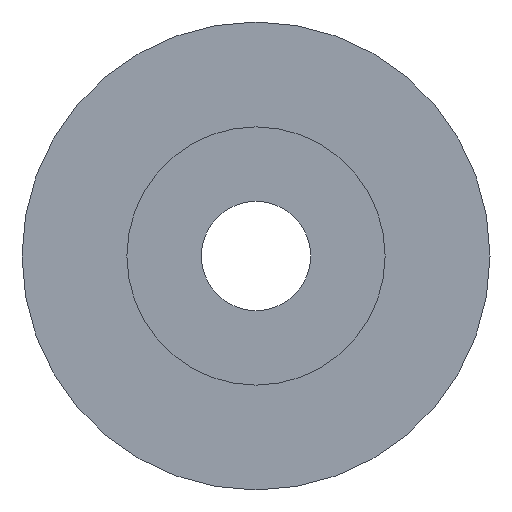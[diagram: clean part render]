
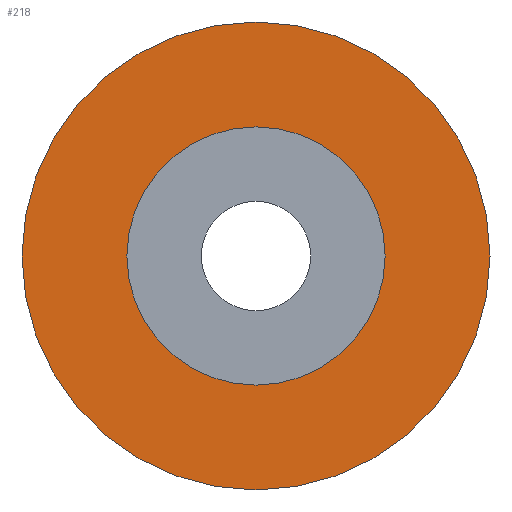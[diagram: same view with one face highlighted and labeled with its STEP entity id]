
A CAD part, left-side view. The second image highlights one B-rep face of the part: STEP entity #218.
In plain terms, the highlighted planar face has unit normal (-1, 0, 0).
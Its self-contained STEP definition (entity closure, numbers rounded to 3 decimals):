
#16=FACE_BOUND('',#52,.T.);
#20=PLANE('',#262);
#34=FACE_OUTER_BOUND('',#51,.T.);
#51=EDGE_LOOP('',(#173));
#52=EDGE_LOOP('',(#174));
#94=CIRCLE('',#261,45.75);
#95=CIRCLE('',#263,19.05);
#110=VERTEX_POINT('',#384);
#111=VERTEX_POINT('',#388);
#131=EDGE_CURVE('',#110,#110,#94,.T.);
#133=EDGE_CURVE('',#111,#111,#95,.T.);
#173=ORIENTED_EDGE('',*,*,#131,.T.);
#174=ORIENTED_EDGE('',*,*,#133,.F.);
#218=ADVANCED_FACE('',(#34,#16),#20,.T.);
#261=AXIS2_PLACEMENT_3D('',#385,#314,#315);
#262=AXIS2_PLACEMENT_3D('',#387,#317,#318);
#263=AXIS2_PLACEMENT_3D('',#389,#319,#320);
#314=DIRECTION('center_axis',(-1.,0.,0.));
#315=DIRECTION('ref_axis',(0.,0.,1.));
#317=DIRECTION('center_axis',(-1.,0.,0.));
#318=DIRECTION('ref_axis',(0.,0.,1.));
#319=DIRECTION('center_axis',(-1.,0.,0.));
#320=DIRECTION('ref_axis',(0.,0.,1.));
#384=CARTESIAN_POINT('',(-247.25,0.,-45.75));
#385=CARTESIAN_POINT('Origin',(-247.25,0.,0.));
#387=CARTESIAN_POINT('Origin',(-247.25,0.,32.4));
#388=CARTESIAN_POINT('',(-247.25,0.,-19.05));
#389=CARTESIAN_POINT('Origin',(-247.25,0.,0.));
